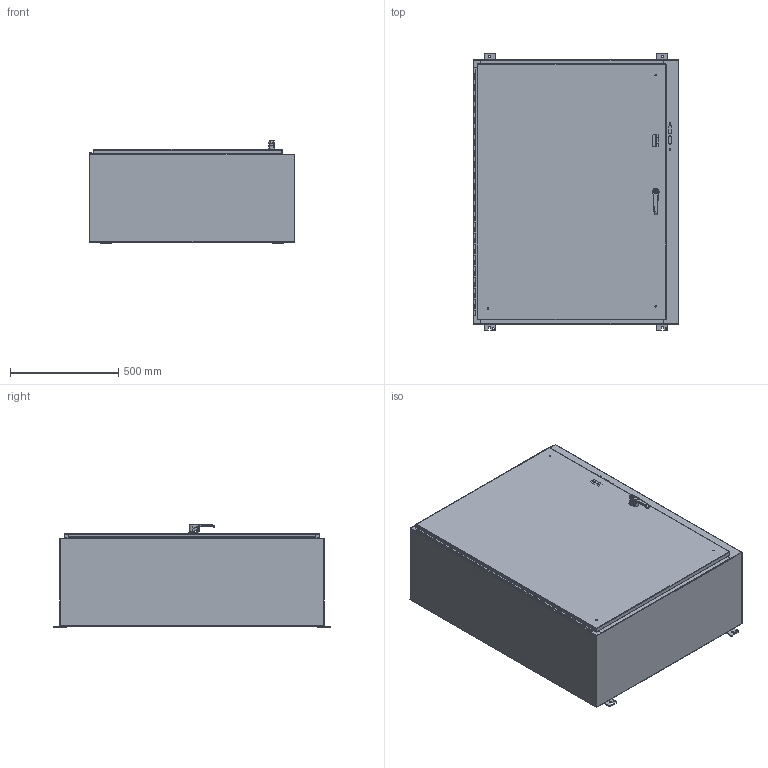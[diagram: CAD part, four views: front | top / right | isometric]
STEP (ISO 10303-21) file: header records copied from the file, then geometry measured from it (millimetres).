
FILE_DESCRIPTION((''),'2;1');
FILE_NAME('SDN12483816PL.stp','2012-10-26T13:49:51',('dnichola'),(''),'Autodesk Inventor 2012','Autodesk Inventor 2012','');
FILE_SCHEMA(('AUTOMOTIVE_DESIGN { 1 0 10303 214 1 1 1 1 }'));
Length unit declared in the file: inch
Products named in the file (46): SDN12483816PL; SDN12483816PLBLR; 3889; 34840; 328115; 328115T; 328115L; 328115P; SDN124837PLLID; 38811; HFW3092; 349129; 3881; HFW3888; SDN123816PLTOP; SDN123816PLBTM; HFW351101; 1000-02; 1000-23; 1000-277-03; 1000-458; 1000-458-SCHAUM; 1000-459; 1044-03-01; 1044-04-16; 1044-07-02; 1044-07; DIN3771_15X3_5; HFW30017-16-ver2; HFW30017; HFW3034; 37268; HFW31714 (LEFT HINGE); HFW31714; HFW31714_SCREW; HFW31714_SPACER; HFW31714_WASHER; HFW31714_NUT; HFW31713 (LEFT HINGE); HFW31713 ...
Assembly tree (64 placements, depth 4):
  SDN12483816PL
    SDN12483816PLBLR
    3889  x8
    34840  x4
    328115
      328115T
      328115L
      328115P
    SDN124837PLLID
    38811  x2
    HFW3092
    349129  x2
    3881
    HFW3888  x2
    SDN123816PLTOP
    SDN123816PLBTM
    HFW351101
      1000-02
      1000-23
      1000-277-03
      1000-458
      1000-458-SCHAUM
      1000-459
      1044-03-01
      1044-04-16
      1044-07-02
      1044-07
      DIN3771_15X3_5
    HFW30017-16-ver2
      HFW30017
      HFW3034
      37268  x2
      HFW31714 (LEFT HINGE)  x2
        HFW31714
        HFW31714_SCREW
        HFW31714_SPACER
        HFW31714_WASHER
        HFW31714_NUT
      HFW31713 (LEFT HINGE)
        HFW31713
        HFW31713_SCREW  x2
        HFW31713_SPACER
        HFW31714_WASHER
        HFW31714_NUT
    30932  x2
    34938  x2
Bounding box: 949.33 x 1282.7 x 473.7 mm (x, y, z)
Volume: 8352341.6 mm3; surface area: 8836445.2 mm2
Topology: 64 solids, 65 shells, 1889 faces, 4785 edges, 3083 vertices
Faces by surface type: plane 1012, cylinder 623, cone 122, bspline 65, torus 51, sphere 16
Full cylindrical faces by diameter (mm): 2.6 x1, 3.048 x1, 3.683 x6, 3.962 x2, 4.25 x1, 4.826 x4, 4.978 x3, 5 x3, 5.1 x1, 5.359 x3, 5.5 x1, 5.6 x1, 5.715 x6, 5.8 x1, 6.35 x3, 7.137 x2, 7.62 x6, 7.798 x2, 7.938 x3, 7.95 x4, 8.128 x4, 8.382 x20, 8.4 x3, 8.56 x1, 8.65 x1, 9.474 x2, 9.525 x2, 10.897 x2, 11.113 x6, 11.125 x4
Entity records: 53542 total; most frequent: CARTESIAN_POINT 13795, DIRECTION 8011, ORIENTED_EDGE 7764, EDGE_CURVE 3882, AXIS2_PLACEMENT_3D 2801, VERTEX_POINT 2565, VECTOR 2409, LINE 2409
